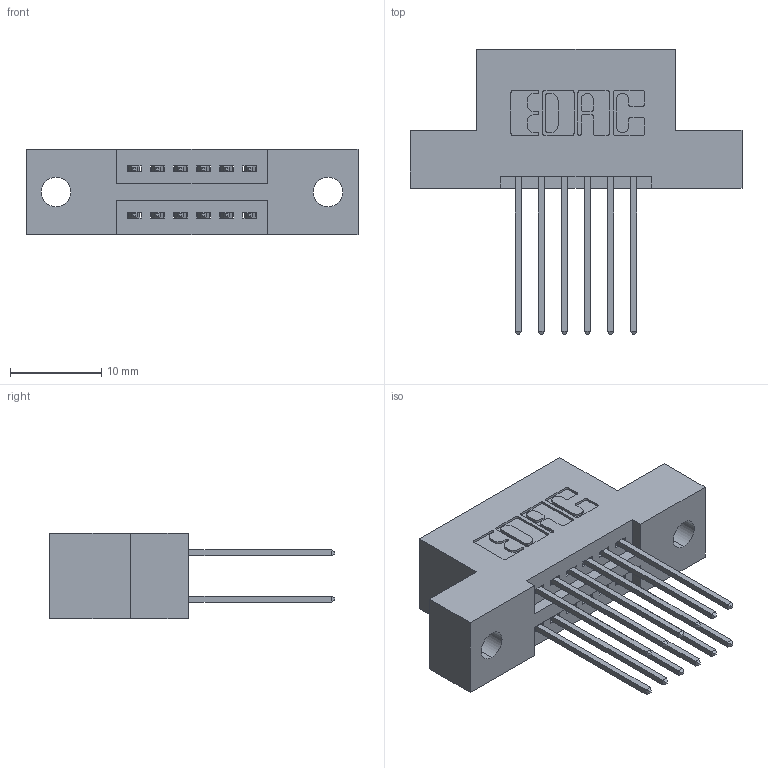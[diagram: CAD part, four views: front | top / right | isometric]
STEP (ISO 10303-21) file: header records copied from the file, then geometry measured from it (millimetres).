
FILE_DESCRIPTION (( 'STEP AP203' ), '1' );
FILE_NAME ('395-012-542-202.STEP', '2018-11-05T18:14:11', ( '' ), ( '' ), 'SwSTEP 2.0', 'SolidWorks 2016', '' );
FILE_SCHEMA (( 'CONFIG_CONTROL_DESIGN' ));
Length unit declared in the file: inch
Products named in the file (3): 345-292-001_345-293-142; 395-012-542-202; 345 Part_Flush Mounting Lugs - 0.128 Dia
Assembly tree (13 placements, depth 2):
  395-012-542-202
    345 Part_Flush Mounting Lugs - 0.128 Dia
    345-292-001_345-293-142  x12
Bounding box: 36.45 x 31.29 x 9.4 mm (x, y, z)
Volume: 3225.8 mm3; surface area: 4059.7 mm2
Topology: 13 solids, 13 shells, 726 faces, 2129 edges, 1402 vertices
Faces by surface type: plane 476, cylinder 250
Entity records: 9575 total; most frequent: CARTESIAN_POINT 1640, ORIENTED_EDGE 1574, DIRECTION 1491, EDGE_CURVE 787, VECTOR 631, LINE 631, VERTEX_POINT 522, AXIS2_PLACEMENT_3D 430
